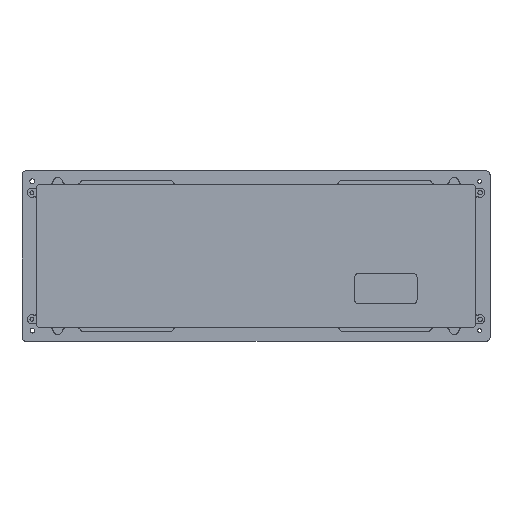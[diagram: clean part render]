
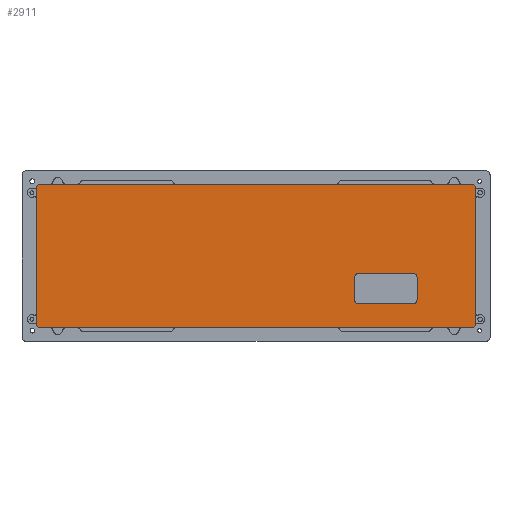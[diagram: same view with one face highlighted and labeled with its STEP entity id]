
A CAD part, top view. The second image highlights one B-rep face of the part: STEP entity #2911.
In plain terms, the highlighted planar face has unit normal (0, 0, 1).
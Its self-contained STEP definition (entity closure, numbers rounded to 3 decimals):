
#20=FACE_BOUND('',#507,.T.);
#60=B_SPLINE_CURVE_WITH_KNOTS('',3,(#4503,#4504,#4505,#4506),
 .UNSPECIFIED.,.F.,.F.,(4,4),(-2.9,-2.057),
 .UNSPECIFIED.);
#235=PLANE('',#3145);
#324=FACE_OUTER_BOUND('',#506,.T.);
#506=EDGE_LOOP('',(#2092,#2093,#2094,#2095,#2096,#2097,#2098,#2099,#2100,
#2101,#2102,#2103));
#507=EDGE_LOOP('',(#2104,#2105,#2106,#2107,#2108,#2109,#2110,#2111));
#670=LINE('',#4520,#848);
#672=LINE('',#4527,#850);
#675=LINE('',#4535,#853);
#678=LINE('',#4542,#856);
#686=LINE('',#4791,#864);
#696=LINE('',#4818,#874);
#700=LINE('',#4855,#878);
#701=LINE('',#4858,#879);
#702=LINE('',#4860,#880);
#703=LINE('',#4864,#881);
#704=LINE('',#4867,#882);
#848=VECTOR('',#3405,10.);
#850=VECTOR('',#3413,10.);
#853=VECTOR('',#3422,10.);
#856=VECTOR('',#3431,10.);
#864=VECTOR('',#3491,10.);
#874=VECTOR('',#3521,10.);
#878=VECTOR('',#3557,10.);
#879=VECTOR('',#3560,10.);
#880=VECTOR('',#3561,10.);
#881=VECTOR('',#3564,10.);
#882=VECTOR('',#3567,10.);
#1029=CIRCLE('',#3084,2.);
#1030=CIRCLE('',#3087,2.);
#1031=CIRCLE('',#3090,2.);
#1032=CIRCLE('',#3093,2.);
#1067=CIRCLE('',#3146,2.);
#1068=CIRCLE('',#3147,2.);
#1069=CIRCLE('',#3148,2.);
#1070=CIRCLE('',#3149,2.);
#1168=VERTEX_POINT('',#4142);
#1183=VERTEX_POINT('',#4448);
#1187=VERTEX_POINT('',#4512);
#1188=VERTEX_POINT('',#4514);
#1189=VERTEX_POINT('',#4518);
#1190=VERTEX_POINT('',#4522);
#1191=VERTEX_POINT('',#4526);
#1192=VERTEX_POINT('',#4530);
#1193=VERTEX_POINT('',#4534);
#1194=VERTEX_POINT('',#4538);
#1233=VERTEX_POINT('',#4790);
#1240=VERTEX_POINT('',#4816);
#1255=VERTEX_POINT('',#4851);
#1256=VERTEX_POINT('',#4852);
#1257=VERTEX_POINT('',#4854);
#1258=VERTEX_POINT('',#4856);
#1259=VERTEX_POINT('',#4859);
#1260=VERTEX_POINT('',#4861);
#1261=VERTEX_POINT('',#4863);
#1262=VERTEX_POINT('',#4865);
#1488=EDGE_CURVE('',#1183,#1168,#60,.T.);
#1491=EDGE_CURVE('',#1187,#1188,#1029,.T.);
#1494=EDGE_CURVE('',#1189,#1188,#670,.F.);
#1495=EDGE_CURVE('',#1189,#1190,#1030,.T.);
#1497=EDGE_CURVE('',#1191,#1190,#672,.F.);
#1499=EDGE_CURVE('',#1191,#1192,#1031,.T.);
#1501=EDGE_CURVE('',#1193,#1192,#675,.F.);
#1503=EDGE_CURVE('',#1193,#1194,#1032,.T.);
#1505=EDGE_CURVE('',#1187,#1194,#678,.F.);
#1547=EDGE_CURVE('',#1168,#1233,#686,.T.);
#1561=EDGE_CURVE('',#1240,#1183,#696,.T.);
#1576=EDGE_CURVE('',#1255,#1256,#1067,.T.);
#1577=EDGE_CURVE('',#1257,#1256,#700,.F.);
#1578=EDGE_CURVE('',#1257,#1258,#1068,.T.);
#1579=EDGE_CURVE('',#1233,#1258,#701,.T.);
#1580=EDGE_CURVE('',#1259,#1240,#702,.T.);
#1581=EDGE_CURVE('',#1259,#1260,#1069,.T.);
#1582=EDGE_CURVE('',#1261,#1260,#703,.F.);
#1583=EDGE_CURVE('',#1261,#1262,#1070,.T.);
#1584=EDGE_CURVE('',#1255,#1262,#704,.T.);
#2092=ORIENTED_EDGE('',*,*,#1576,.T.);
#2093=ORIENTED_EDGE('',*,*,#1577,.F.);
#2094=ORIENTED_EDGE('',*,*,#1578,.T.);
#2095=ORIENTED_EDGE('',*,*,#1579,.F.);
#2096=ORIENTED_EDGE('',*,*,#1547,.F.);
#2097=ORIENTED_EDGE('',*,*,#1488,.F.);
#2098=ORIENTED_EDGE('',*,*,#1561,.F.);
#2099=ORIENTED_EDGE('',*,*,#1580,.F.);
#2100=ORIENTED_EDGE('',*,*,#1581,.T.);
#2101=ORIENTED_EDGE('',*,*,#1582,.F.);
#2102=ORIENTED_EDGE('',*,*,#1583,.T.);
#2103=ORIENTED_EDGE('',*,*,#1584,.F.);
#2104=ORIENTED_EDGE('',*,*,#1505,.T.);
#2105=ORIENTED_EDGE('',*,*,#1503,.F.);
#2106=ORIENTED_EDGE('',*,*,#1501,.T.);
#2107=ORIENTED_EDGE('',*,*,#1499,.F.);
#2108=ORIENTED_EDGE('',*,*,#1497,.T.);
#2109=ORIENTED_EDGE('',*,*,#1495,.F.);
#2110=ORIENTED_EDGE('',*,*,#1494,.T.);
#2111=ORIENTED_EDGE('',*,*,#1491,.F.);
#2911=ADVANCED_FACE('',(#324,#20),#235,.F.);
#3084=AXIS2_PLACEMENT_3D('',#4515,#3399,#3400);
#3087=AXIS2_PLACEMENT_3D('',#4523,#3408,#3409);
#3090=AXIS2_PLACEMENT_3D('',#4531,#3417,#3418);
#3093=AXIS2_PLACEMENT_3D('',#4539,#3426,#3427);
#3145=AXIS2_PLACEMENT_3D('',#4850,#3553,#3554);
#3146=AXIS2_PLACEMENT_3D('',#4853,#3555,#3556);
#3147=AXIS2_PLACEMENT_3D('',#4857,#3558,#3559);
#3148=AXIS2_PLACEMENT_3D('',#4862,#3562,#3563);
#3149=AXIS2_PLACEMENT_3D('',#4866,#3565,#3566);
#3399=DIRECTION('center_axis',(0.,0.,1.));
#3400=DIRECTION('ref_axis',(-0.707,-0.707,0.));
#3405=DIRECTION('',(1.,0.,0.));
#3408=DIRECTION('center_axis',(0.,0.,1.));
#3409=DIRECTION('ref_axis',(0.707,-0.707,0.));
#3413=DIRECTION('',(0.,1.,0.));
#3417=DIRECTION('center_axis',(0.,0.,1.));
#3418=DIRECTION('ref_axis',(0.707,0.707,0.));
#3422=DIRECTION('',(-1.,0.,0.));
#3426=DIRECTION('center_axis',(0.,0.,1.));
#3427=DIRECTION('ref_axis',(-0.707,0.707,0.));
#3431=DIRECTION('',(0.,-1.,0.));
#3491=DIRECTION('',(0.,-1.,0.));
#3521=DIRECTION('',(0.,1.,0.));
#3553=DIRECTION('center_axis',(0.,0.,-1.));
#3554=DIRECTION('ref_axis',(-1.,0.,0.));
#3555=DIRECTION('center_axis',(0.,0.,1.));
#3556=DIRECTION('ref_axis',(0.707,-0.707,0.));
#3557=DIRECTION('',(0.,1.,0.));
#3558=DIRECTION('center_axis',(0.,0.,1.));
#3559=DIRECTION('ref_axis',(0.707,0.707,0.));
#3560=DIRECTION('',(1.,0.,0.));
#3561=DIRECTION('',(1.,0.,0.));
#3562=DIRECTION('center_axis',(0.,0.,1.));
#3563=DIRECTION('ref_axis',(-0.707,0.707,0.));
#3564=DIRECTION('',(0.,-1.,0.));
#3565=DIRECTION('center_axis',(0.,0.,1.));
#3566=DIRECTION('ref_axis',(-0.707,-0.707,0.));
#3567=DIRECTION('',(-1.,0.,0.));
#4142=CARTESIAN_POINT('',(217.448,3.823,-4.26));
#4448=CARTESIAN_POINT('',(209.018,3.823,-4.26));
#4503=CARTESIAN_POINT('Ctrl Pts',(209.018,3.823,-4.26));
#4504=CARTESIAN_POINT('Ctrl Pts',(211.832,3.823,-4.26));
#4505=CARTESIAN_POINT('Ctrl Pts',(214.634,3.823,-4.26));
#4506=CARTESIAN_POINT('Ctrl Pts',(217.448,3.823,-4.26));
#4512=CARTESIAN_POINT('',(176.594,-62.706,-4.26));
#4514=CARTESIAN_POINT('',(178.594,-64.706,-4.26));
#4515=CARTESIAN_POINT('Origin',(178.594,-62.706,-4.26));
#4518=CARTESIAN_POINT('',(209.55,-64.706,-4.26));
#4520=CARTESIAN_POINT('',(165.22,-64.706,-4.26));
#4522=CARTESIAN_POINT('',(211.55,-62.706,-4.26));
#4523=CARTESIAN_POINT('Origin',(209.55,-62.706,-4.26));
#4526=CARTESIAN_POINT('',(211.55,-50.006,-4.26));
#4527=CARTESIAN_POINT('',(211.55,-42.825,-4.26));
#4530=CARTESIAN_POINT('',(209.55,-48.006,-4.26));
#4531=CARTESIAN_POINT('Origin',(209.55,-50.006,-4.26));
#4534=CARTESIAN_POINT('',(178.594,-48.006,-4.26));
#4535=CARTESIAN_POINT('',(149.742,-48.006,-4.26));
#4538=CARTESIAN_POINT('',(176.594,-50.006,-4.26));
#4539=CARTESIAN_POINT('Origin',(178.594,-50.006,-4.26));
#4542=CARTESIAN_POINT('',(176.594,-49.175,-4.26));
#4790=CARTESIAN_POINT('',(217.448,2.,-4.26));
#4791=CARTESIAN_POINT('',(217.448,8.,-4.26));
#4816=CARTESIAN_POINT('',(209.018,2.,-4.26));
#4818=CARTESIAN_POINT('',(209.018,8.,-4.26));
#4850=CARTESIAN_POINT('Origin',(120.89,-35.643,-4.26));
#4851=CARTESIAN_POINT('',(242.388,-78.2,-4.26));
#4852=CARTESIAN_POINT('',(244.388,-76.2,-4.26));
#4853=CARTESIAN_POINT('Origin',(242.388,-76.2,-4.26));
#4854=CARTESIAN_POINT('',(244.388,0.,-4.26));
#4855=CARTESIAN_POINT('',(244.388,-13.821,-4.26));
#4856=CARTESIAN_POINT('',(242.388,2.,-4.26));
#4857=CARTESIAN_POINT('Origin',(242.388,0.,-4.26));
#4858=CARTESIAN_POINT('',(56.445,2.,-4.26));
#4859=CARTESIAN_POINT('',(0.5,2.,-4.26));
#4860=CARTESIAN_POINT('',(56.722,2.,-4.26));
#4861=CARTESIAN_POINT('',(-1.5,0.,-4.26));
#4862=CARTESIAN_POINT('Origin',(0.5,0.,
-4.26));
#4863=CARTESIAN_POINT('',(-1.5,-76.2,-4.26));
#4864=CARTESIAN_POINT('',(-1.5,-59.921,-4.26));
#4865=CARTESIAN_POINT('',(0.5,-78.2,-4.26));
#4866=CARTESIAN_POINT('Origin',(0.5,-76.2,-4.26));
#4867=CARTESIAN_POINT('',(186.166,-78.2,-4.26));
